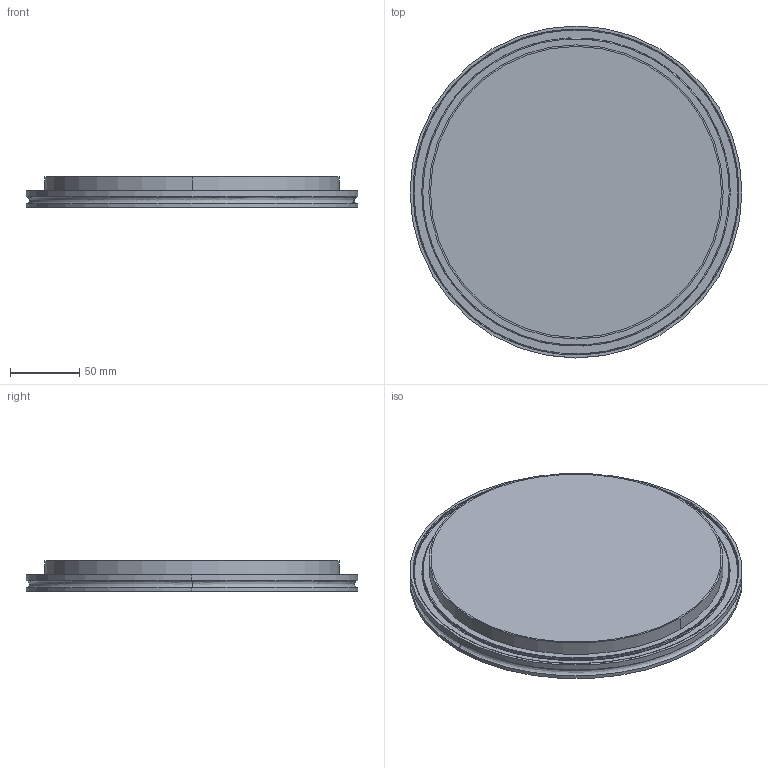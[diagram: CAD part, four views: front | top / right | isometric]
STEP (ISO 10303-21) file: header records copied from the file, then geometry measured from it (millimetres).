
FILE_DESCRIPTION (( 'STEP AP203' ), '1' );
FILE_NAME ('A12336-1-ISO.STEP', '2019-06-21T13:30:36', ( '' ), ( '' ), 'SwSTEP 2.0', 'SolidWorks 2019', '' );
FILE_SCHEMA (( 'CONFIG_CONTROL_DESIGN' ));
Length unit declared in the file: inch
Products named in the file (1): A12336-1-ISO
Bounding box: 240.03 x 240.03 x 21.95 mm (x, y, z)
Volume: 482173.1 mm3; surface area: 142298.6 mm2
Topology: 2 solids, 2 shells, 57 faces, 114 edges, 68 vertices
Faces by surface type: cylinder 22, bspline 18, plane 11, cone 4, torus 2
Entity records: 4177 total; most frequent: CARTESIAN_POINT 2958, DIRECTION 250, ORIENTED_EDGE 228, EDGE_CURVE 114, AXIS2_PLACEMENT_3D 112, CIRCLE 72, VERTEX_POINT 68, EDGE_LOOP 66
